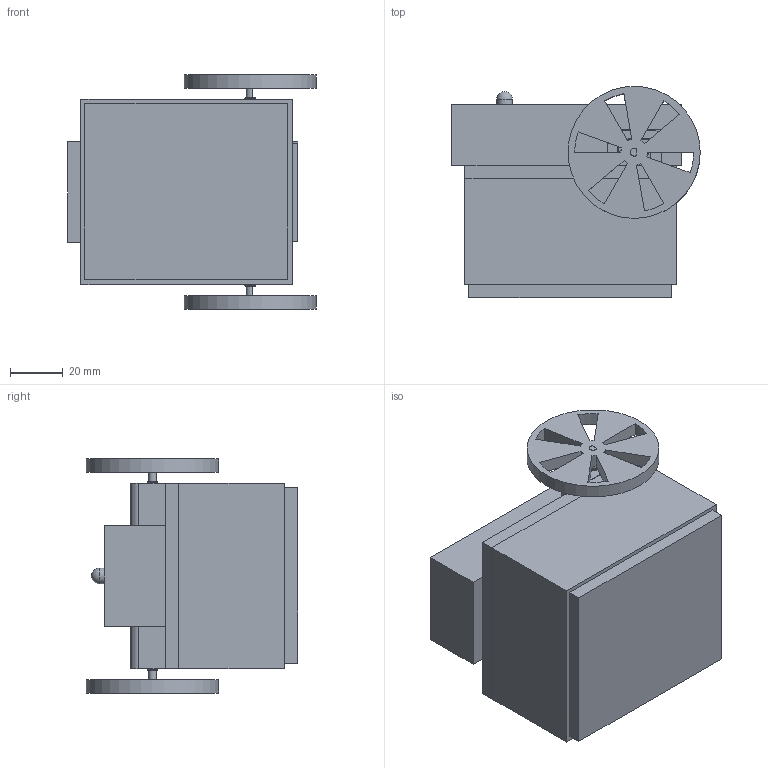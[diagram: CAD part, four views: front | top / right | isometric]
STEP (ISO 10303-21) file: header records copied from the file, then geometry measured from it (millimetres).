
FILE_DESCRIPTION(/* description */ (''),/* implementation_level */ '2;1');
FILE_NAME(/* name */ 'bot v4.step',/* time_stamp */ '2019-05-08T20:22:07-04:00',/* author */ ('jsamuel3S37PE'),/* organization */ (''),/* preprocessor_version */ 'ST-DEVELOPER v18',/* originating_system */ 'Autodesk Translation Framework v8.2.0.1029',/* authorisation */ '');
FILE_SCHEMA (('AUTOMOTIVE_DESIGN { 1 0 10303 214 3 1 1 }'));
Length unit declared in the file: millimetre
Products named in the file (6): bot; Pololu-Micro-Metal-Gearmotor; Sensor, IR, Arduino Type, Flying Fish MH-B; wheel; Component2; Component3
Assembly tree (9 placements, depth 2):
  bot
    Pololu-Micro-Metal-Gearmotor  x2
    Sensor, IR, Arduino Type, Flying Fish MH-B  x2
    wheel  x2
    Component2  x2
    Component3
Bounding box: 94 x 79.9 x 88.54 mm (x, y, z)
Volume: 179526.5 mm3; surface area: 94552.2 mm2
Topology: 62 solids, 62 shells, 1023 faces, 2585 edges, 1735 vertices
Faces by surface type: plane 727, cylinder 147, bspline 136, torus 8, sphere 5
Full cylindrical faces by diameter (mm): 0.2 x4, 0.8 x4, 1.2 x2, 2 x6, 2.74 x2, 3 x3, 3.9 x2, 4.9 x4, 5 x2, 5.8 x4, 6 x1, 50 x2
Entity records: 20228 total; most frequent: CARTESIAN_POINT 6398, ORIENTED_EDGE 2858, DIRECTION 2521, EDGE_CURVE 1429, LINE 1075, VECTOR 1075, VERTEX_POINT 960, AXIS2_PLACEMENT_3D 723
